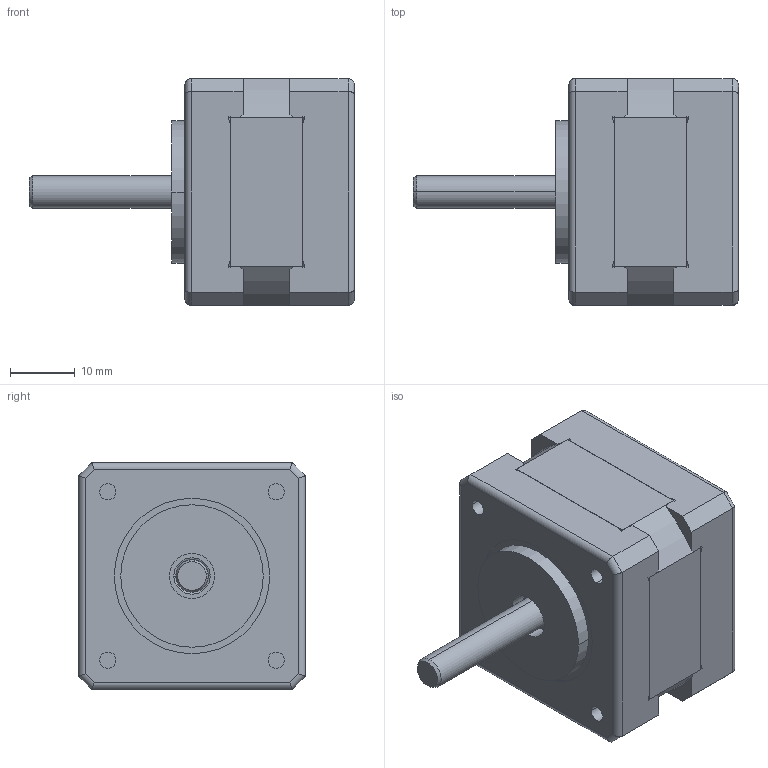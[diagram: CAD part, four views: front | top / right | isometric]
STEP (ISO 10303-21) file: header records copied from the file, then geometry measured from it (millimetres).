
FILE_DESCRIPTION((''),'2;1');
FILE_NAME('3_1_01_035_0267_SW0001','2021-03-10T16:11:43',('xujiajun'),(''),'CREO PARAMETRIC BY PTC INC, 2017110','CREO PARAMETRIC BY PTC INC, 2017110','');
FILE_SCHEMA(('CONFIG_CONTROL_DESIGN'));
Products named in the file (1): 3_1_01_035_0267_SW0001
Bounding box: 50.2 x 35 x 35 mm (x, y, z)
Surface area: 23186.8 mm2 (no closed solid volume)
Topology: 0 solids, 26 shells, 2842 faces, 9378 edges, 6277 vertices
Faces by surface type: plane 1606, cylinder 1140, sphere 40, cone 26, torus 26, bspline 4
Entity records: 103026 total; most frequent: CARTESIAN_POINT 19662, DIRECTION 17772, ORIENTED_EDGE 16941, EDGE_CURVE 9346, VECTOR 6298, LINE 6298, VERTEX_POINT 6277, AXIS2_PLACEMENT_3D 5737
